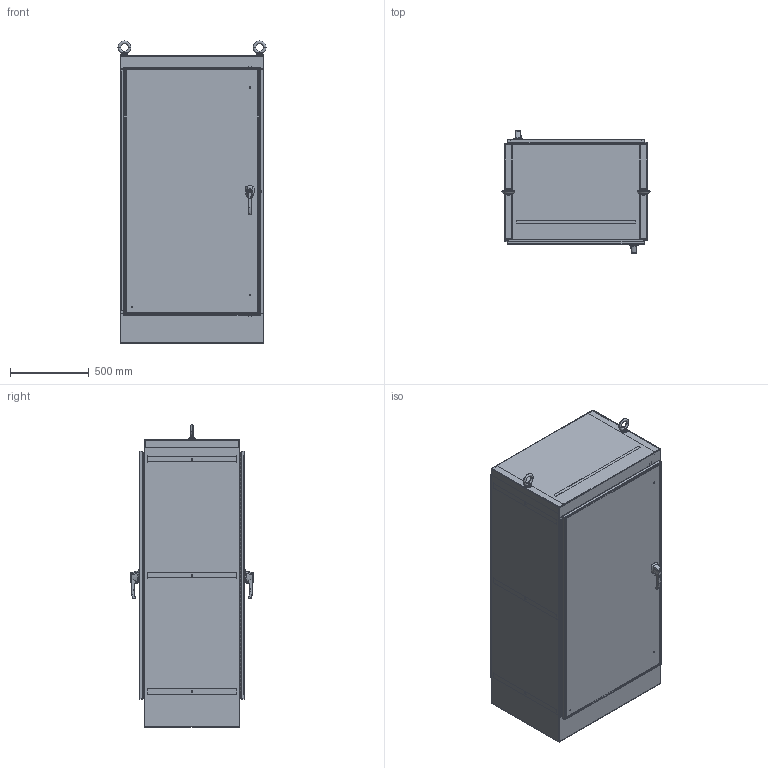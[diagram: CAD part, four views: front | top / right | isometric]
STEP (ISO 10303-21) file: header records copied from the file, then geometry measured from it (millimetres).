
FILE_DESCRIPTION (( 'STEP AP203' ), '1' );
FILE_NAME ('1418YD24_Default.step', '2019-11-03T00:42:41', ( '' ), ( '' ), 'SwSTEP 2.0', 'SolidWorks 2019', '' );
FILE_SCHEMA (( 'CONFIG_CONTROL_DESIGN' ));
Length unit declared in the file: inch
Products named in the file (1): 1418YD24_Default
Bounding box: 942.81 x 778.87 x 1923.11 mm (x, y, z)
Volume: 20404925.5 mm3; surface area: 16985153.2 mm2
Topology: 83 solids, 85 shells, 3051 faces, 8107 edges, 5246 vertices
Faces by surface type: cylinder 1427, plane 1358, cone 144, bspline 106, torus 16
Entity records: 111290 total; most frequent: CARTESIAN_POINT 34219, DIRECTION 16285, ORIENTED_EDGE 16174, EDGE_CURVE 8087, AXIS2_PLACEMENT_3D 5932, VERTEX_POINT 5246, LINE 4421, VECTOR 4421
